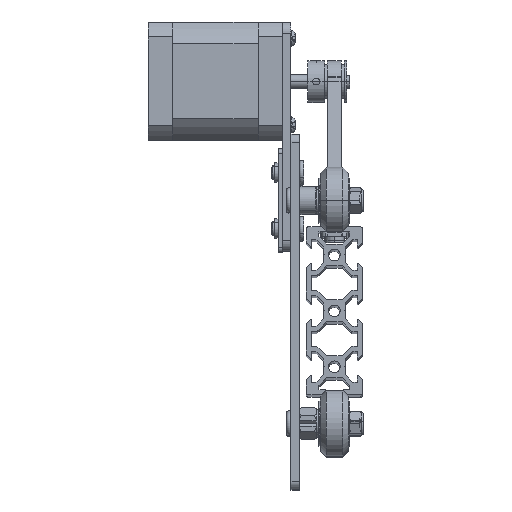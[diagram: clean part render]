
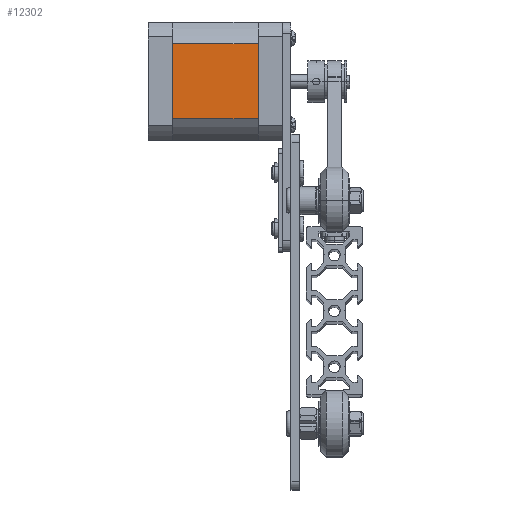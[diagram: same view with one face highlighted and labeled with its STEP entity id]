
A CAD part, top view. The second image highlights one B-rep face of the part: STEP entity #12302.
In plain terms, the highlighted face is planar.
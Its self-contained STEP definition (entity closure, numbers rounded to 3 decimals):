
#943 = DIRECTION ( 'NONE',  ( 0., -1., 0. ) ) ;
#1333 = VECTOR ( 'NONE', #14289, 1000. ) ;
#1783 = CARTESIAN_POINT ( 'NONE',  ( -21.109, 13.394, -8.75 ) ) ;
#1899 = VERTEX_POINT ( 'NONE', #20266 ) ;
#3038 = ORIENTED_EDGE ( 'NONE', *, *, #21795, .F. ) ;
#3429 = VECTOR ( 'NONE', #15133, 1000. ) ;
#4600 = VERTEX_POINT ( 'NONE', #12589 ) ;
#5394 = FACE_OUTER_BOUND ( 'NONE', #20061, .T. ) ;
#7005 = LINE ( 'NONE', #16105, #1333 ) ;
#7193 = CARTESIAN_POINT ( 'NONE',  ( -21.109, 13.394, -39.25 ) ) ;
#8123 = AXIS2_PLACEMENT_3D ( 'NONE', #7193, #22437, #11042 ) ;
#9552 = CARTESIAN_POINT ( 'NONE',  ( -21.109, -13.394, -39.25 ) ) ;
#9974 = VECTOR ( 'NONE', #15372, 1000. ) ;
#10280 = LINE ( 'NONE', #16102, #19819 ) ;
#11042 = DIRECTION ( 'NONE',  ( 0., 0., 1. ) ) ;
#12302 = ADVANCED_FACE ( 'NONE', ( #5394 ), #24126, .T. ) ;
#12589 = CARTESIAN_POINT ( 'NONE',  ( -21.109, 13.394, -8.75 ) ) ;
#14002 = VERTEX_POINT ( 'NONE', #22913 ) ;
#14289 = DIRECTION ( 'NONE',  ( 0., 0., 1. ) ) ;
#15056 = LINE ( 'NONE', #9552, #9974 ) ;
#15133 = DIRECTION ( 'NONE',  ( 0., -1., 0. ) ) ;
#15372 = DIRECTION ( 'NONE',  ( 0., 0., 1. ) ) ;
#16102 = CARTESIAN_POINT ( 'NONE',  ( -21.109, 13.394, -39.25 ) ) ;
#16105 = CARTESIAN_POINT ( 'NONE',  ( -21.109, 13.394, -39.25 ) ) ;
#16751 = EDGE_CURVE ( 'NONE', #14002, #24318, #10280, .T. ) ;
#16766 = ORIENTED_EDGE ( 'NONE', *, *, #16751, .T. ) ;
#16826 = LINE ( 'NONE', #1783, #3429 ) ;
#19819 = VECTOR ( 'NONE', #943, 1000. ) ;
#20061 = EDGE_LOOP ( 'NONE', ( #3038, #24389, #16766, #22994 ) ) ;
#20266 = CARTESIAN_POINT ( 'NONE',  ( -21.109, -13.394, -8.75 ) ) ;
#21520 = EDGE_CURVE ( 'NONE', #14002, #4600, #7005, .T. ) ;
#21795 = EDGE_CURVE ( 'NONE', #4600, #1899, #16826, .T. ) ;
#21896 = EDGE_CURVE ( 'NONE', #24318, #1899, #15056, .T. ) ;
#22437 = DIRECTION ( 'NONE',  ( -1., 0., 0. ) ) ;
#22913 = CARTESIAN_POINT ( 'NONE',  ( -21.109, 13.394, -39.25 ) ) ;
#22994 = ORIENTED_EDGE ( 'NONE', *, *, #21896, .T. ) ;
#23112 = CARTESIAN_POINT ( 'NONE',  ( -21.109, -13.394, -39.25 ) ) ;
#24126 = PLANE ( 'NONE',  #8123 ) ;
#24318 = VERTEX_POINT ( 'NONE', #23112 ) ;
#24389 = ORIENTED_EDGE ( 'NONE', *, *, #21520, .F. ) ;
